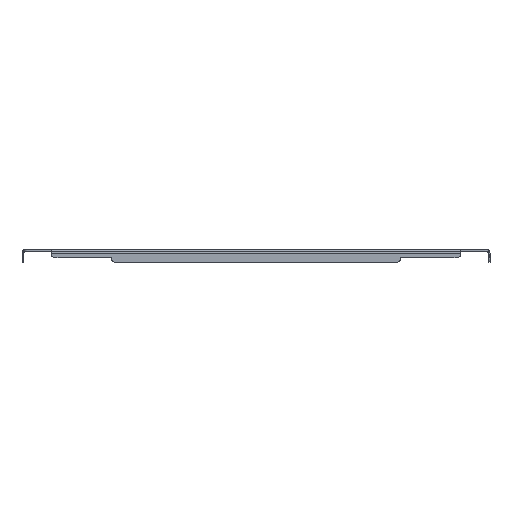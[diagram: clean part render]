
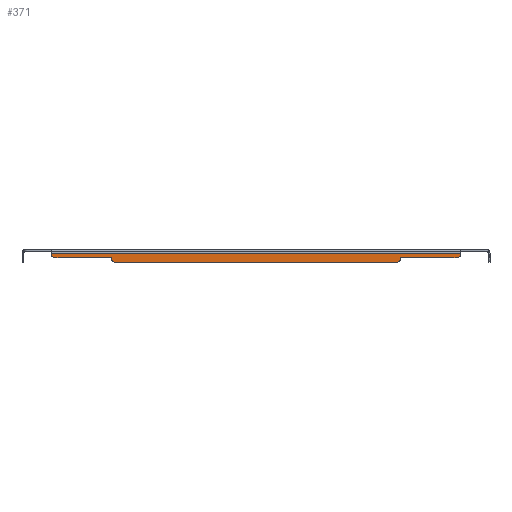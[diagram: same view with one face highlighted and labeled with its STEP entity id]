
A CAD part, front view. The second image highlights one B-rep face of the part: STEP entity #371.
In plain terms, the highlighted planar face has unit normal (0, -1, 0).
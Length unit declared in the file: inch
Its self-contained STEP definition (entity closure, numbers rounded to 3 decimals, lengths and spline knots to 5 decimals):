
#145 = VERTEX_POINT ( 'NONE', #3003 ) ;
#211 = CARTESIAN_POINT ( 'NONE',  ( 9.84375, -38.96875, -0.625 ) ) ;
#253 = PLANE ( 'NONE',  #3864 ) ;
#284 = DIRECTION ( 'NONE',  ( 0., 0., -1. ) ) ;
#324 = VECTOR ( 'NONE', #2699, 39.37008 ) ;
#371 = ADVANCED_FACE ( 'NONE', ( #3686 ), #253, .T. ) ;
#380 = ORIENTED_EDGE ( 'NONE', *, *, #1495, .T. ) ;
#390 = CIRCLE ( 'NONE', #2571, 0.25 ) ;
#493 = LINE ( 'NONE', #2960, #689 ) ;
#541 = CARTESIAN_POINT ( 'NONE',  ( -13.96875, -38.96875, -0.3125 ) ) ;
#590 = DIRECTION ( 'NONE',  ( 0., 0., 1. ) ) ;
#611 = CARTESIAN_POINT ( 'NONE',  ( 13.96875, -38.96875, 0. ) ) ;
#627 = VERTEX_POINT ( 'NONE', #2725 ) ;
#639 = CARTESIAN_POINT ( 'NONE',  ( -15.84375, -38.96875, -0.5625 ) ) ;
#670 = EDGE_CURVE ( 'NONE', #4014, #1577, #3167, .T. ) ;
#689 = VECTOR ( 'NONE', #1379, 39.37008 ) ;
#751 = DIRECTION ( 'NONE',  ( 0., 0., -1. ) ) ;
#789 = DIRECTION ( 'NONE',  ( 0., -1., 0. ) ) ;
#798 = EDGE_CURVE ( 'NONE', #4014, #3359, #493, .T. ) ;
#853 = VERTEX_POINT ( 'NONE', #2446 ) ;
#895 = CARTESIAN_POINT ( 'NONE',  ( 9.84375, -38.96875, -0.5625 ) ) ;
#911 = EDGE_LOOP ( 'NONE', ( #3244, #3163, #2568, #3852, #4041, #3586, #1309, #380, #3900, #3346, #2575, #3788 ) ) ;
#925 = CARTESIAN_POINT ( 'NONE',  ( 13.71875, -38.96875, -0.3125 ) ) ;
#1071 = EDGE_CURVE ( 'NONE', #627, #1606, #3880, .T. ) ;
#1172 = CARTESIAN_POINT ( 'NONE',  ( 13.71875, -38.96875, -0.5625 ) ) ;
#1225 = DIRECTION ( 'NONE',  ( 0., 0., -1. ) ) ;
#1232 = CARTESIAN_POINT ( 'NONE',  ( -13.71875, -38.96875, -0.3125 ) ) ;
#1248 = CARTESIAN_POINT ( 'NONE',  ( -9.59375, -38.96875, -0.625 ) ) ;
#1270 = CIRCLE ( 'NONE', #3662, 0.25 ) ;
#1309 = ORIENTED_EDGE ( 'NONE', *, *, #1071, .T. ) ;
#1337 = EDGE_CURVE ( 'NONE', #2205, #1526, #1366, .T. ) ;
#1366 = LINE ( 'NONE', #3912, #3749 ) ;
#1377 = LINE ( 'NONE', #3286, #324 ) ;
#1379 = DIRECTION ( 'NONE',  ( 0., 0., -1. ) ) ;
#1446 = VERTEX_POINT ( 'NONE', #3592 ) ;
#1495 = EDGE_CURVE ( 'NONE', #1606, #3444, #1853, .T. ) ;
#1503 = AXIS2_PLACEMENT_3D ( 'NONE', #925, #2466, #1225 ) ;
#1514 = CARTESIAN_POINT ( 'NONE',  ( -15.84375, -38.96875, 0. ) ) ;
#1526 = VERTEX_POINT ( 'NONE', #541 ) ;
#1546 = EDGE_CURVE ( 'NONE', #1446, #145, #4065, .T. ) ;
#1577 = VERTEX_POINT ( 'NONE', #1172 ) ;
#1606 = VERTEX_POINT ( 'NONE', #1631 ) ;
#1609 = CARTESIAN_POINT ( 'NONE',  ( -13.96875, -38.96875, -0.237 ) ) ;
#1631 = CARTESIAN_POINT ( 'NONE',  ( -9.84375, -38.96875, -0.5625 ) ) ;
#1643 = DIRECTION ( 'NONE',  ( 1., 0., 0. ) ) ;
#1727 = EDGE_CURVE ( 'NONE', #145, #3359, #3748, .T. ) ;
#1792 = VERTEX_POINT ( 'NONE', #4006 ) ;
#1853 = LINE ( 'NONE', #4082, #3745 ) ;
#1927 = DIRECTION ( 'NONE',  ( 0., 0., -1. ) ) ;
#1939 = VECTOR ( 'NONE', #3092, 39.37008 ) ;
#2205 = VERTEX_POINT ( 'NONE', #1609 ) ;
#2317 = EDGE_CURVE ( 'NONE', #1792, #853, #3506, .T. ) ;
#2446 = CARTESIAN_POINT ( 'NONE',  ( 13.96875, -38.96875, -0.237 ) ) ;
#2466 = DIRECTION ( 'NONE',  ( 0., -1., 0. ) ) ;
#2491 = DIRECTION ( 'NONE',  ( 0., -1., 0. ) ) ;
#2507 = DIRECTION ( 'NONE',  ( 1., 0., 0. ) ) ;
#2568 = ORIENTED_EDGE ( 'NONE', *, *, #2317, .T. ) ;
#2571 = AXIS2_PLACEMENT_3D ( 'NONE', #1248, #3877, #1927 ) ;
#2575 = ORIENTED_EDGE ( 'NONE', *, *, #1727, .T. ) ;
#2617 = CARTESIAN_POINT ( 'NONE',  ( -15.84375, -38.96875, -0.5625 ) ) ;
#2699 = DIRECTION ( 'NONE',  ( 1., 0., 0. ) ) ;
#2725 = CARTESIAN_POINT ( 'NONE',  ( -13.71875, -38.96875, -0.5625 ) ) ;
#2785 = DIRECTION ( 'NONE',  ( 0., -1., 0. ) ) ;
#2807 = EDGE_CURVE ( 'NONE', #2205, #853, #1377, .T. ) ;
#2872 = AXIS2_PLACEMENT_3D ( 'NONE', #3627, #789, #751 ) ;
#2947 = DIRECTION ( 'NONE',  ( 0., 0., -1. ) ) ;
#2952 = EDGE_CURVE ( 'NONE', #1577, #1792, #3039, .T. ) ;
#2960 = CARTESIAN_POINT ( 'NONE',  ( 9.84375, -38.96875, -0.71875 ) ) ;
#3003 = CARTESIAN_POINT ( 'NONE',  ( 9.59375, -38.96875, -0.875 ) ) ;
#3039 = CIRCLE ( 'NONE', #1503, 0.25 ) ;
#3092 = DIRECTION ( 'NONE',  ( 1., 0., 0. ) ) ;
#3118 = EDGE_CURVE ( 'NONE', #3444, #1446, #390, .T. ) ;
#3121 = VECTOR ( 'NONE', #2507, 39.37008 ) ;
#3163 = ORIENTED_EDGE ( 'NONE', *, *, #2952, .T. ) ;
#3167 = LINE ( 'NONE', #639, #3121 ) ;
#3201 = CARTESIAN_POINT ( 'NONE',  ( -9.84375, -38.96875, -0.625 ) ) ;
#3244 = ORIENTED_EDGE ( 'NONE', *, *, #670, .T. ) ;
#3286 = CARTESIAN_POINT ( 'NONE',  ( 13.96875, -38.96875, -0.237 ) ) ;
#3329 = VECTOR ( 'NONE', #1643, 39.37008 ) ;
#3346 = ORIENTED_EDGE ( 'NONE', *, *, #1546, .T. ) ;
#3359 = VERTEX_POINT ( 'NONE', #211 ) ;
#3417 = CARTESIAN_POINT ( 'NONE',  ( -15.84375, -38.96875, -0.875 ) ) ;
#3444 = VERTEX_POINT ( 'NONE', #3201 ) ;
#3506 = LINE ( 'NONE', #611, #4086 ) ;
#3586 = ORIENTED_EDGE ( 'NONE', *, *, #4028, .T. ) ;
#3592 = CARTESIAN_POINT ( 'NONE',  ( -9.59375, -38.96875, -0.875 ) ) ;
#3627 = CARTESIAN_POINT ( 'NONE',  ( 9.59375, -38.96875, -0.625 ) ) ;
#3662 = AXIS2_PLACEMENT_3D ( 'NONE', #1232, #2491, #3777 ) ;
#3686 = FACE_OUTER_BOUND ( 'NONE', #911, .T. ) ;
#3745 = VECTOR ( 'NONE', #284, 39.37008 ) ;
#3748 = CIRCLE ( 'NONE', #2872, 0.25 ) ;
#3749 = VECTOR ( 'NONE', #2947, 39.37008 ) ;
#3777 = DIRECTION ( 'NONE',  ( 0., 0., -1. ) ) ;
#3788 = ORIENTED_EDGE ( 'NONE', *, *, #798, .F. ) ;
#3852 = ORIENTED_EDGE ( 'NONE', *, *, #2807, .F. ) ;
#3864 = AXIS2_PLACEMENT_3D ( 'NONE', #1514, #2785, #4056 ) ;
#3877 = DIRECTION ( 'NONE',  ( 0., -1., 0. ) ) ;
#3880 = LINE ( 'NONE', #2617, #3329 ) ;
#3900 = ORIENTED_EDGE ( 'NONE', *, *, #3118, .T. ) ;
#3912 = CARTESIAN_POINT ( 'NONE',  ( -13.96875, -38.96875, 0. ) ) ;
#4006 = CARTESIAN_POINT ( 'NONE',  ( 13.96875, -38.96875, -0.3125 ) ) ;
#4014 = VERTEX_POINT ( 'NONE', #895 ) ;
#4028 = EDGE_CURVE ( 'NONE', #1526, #627, #1270, .T. ) ;
#4041 = ORIENTED_EDGE ( 'NONE', *, *, #1337, .T. ) ;
#4056 = DIRECTION ( 'NONE',  ( 0., 0., -1. ) ) ;
#4065 = LINE ( 'NONE', #3417, #1939 ) ;
#4082 = CARTESIAN_POINT ( 'NONE',  ( -9.84375, -38.96875, -0.71875 ) ) ;
#4086 = VECTOR ( 'NONE', #590, 39.37008 ) ;
